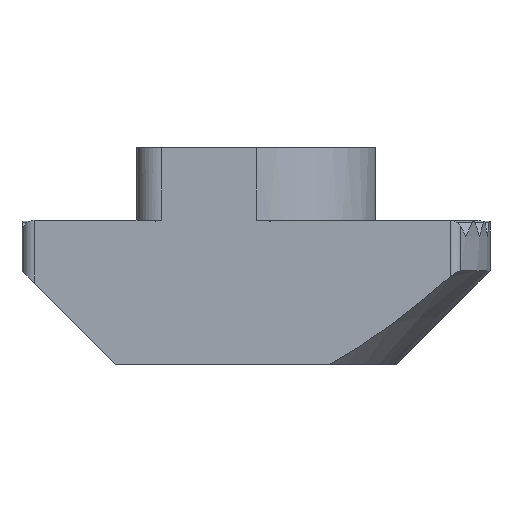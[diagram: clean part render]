
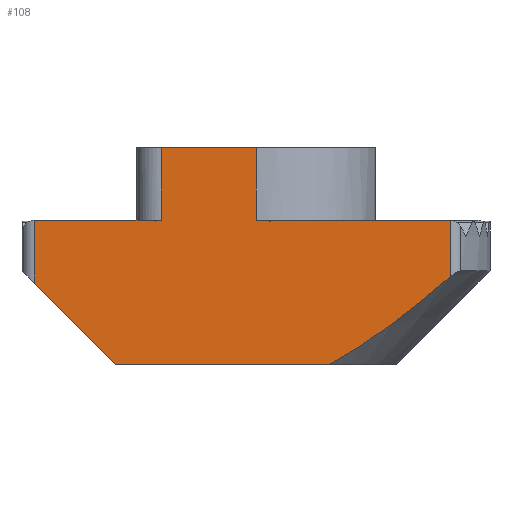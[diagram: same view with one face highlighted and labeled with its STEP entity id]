
A CAD part, left-side view. The second image highlights one B-rep face of the part: STEP entity #108.
In plain terms, the highlighted planar face has unit normal (-1, 0, 0).
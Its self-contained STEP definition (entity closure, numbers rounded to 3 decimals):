
#32 = B_SPLINE_CURVE_WITH_KNOTS ( 'NONE', 3,
 ( #1126, #1307, #803, #266, #1486, #275, #1299, #452 ),
 .UNSPECIFIED., .F., .F.,
 ( 4, 2, 2, 4 ),
 ( 0., 0.003, 0.005, 0.006 ),
 .UNSPECIFIED. ) ;
#40 = PLANE ( 'NONE',  #318 ) ;
#42 = CARTESIAN_POINT ( 'NONE',  ( -4.85, 9., -2.5 ) ) ;
#93 = DIRECTION ( 'NONE',  ( 0., 0., -1. ) ) ;
#102 = CARTESIAN_POINT ( 'NONE',  ( -4.85, 5.7, -5.8 ) ) ;
#106 = LINE ( 'NONE', #1943, #561 ) ;
#108 = ADVANCED_FACE ( 'NONE', ( #702 ), #40, .F. ) ;
#140 = DIRECTION ( 'NONE',  ( 0., 0.707, 0.707 ) ) ;
#179 = VERTEX_POINT ( 'NONE', #102 ) ;
#257 = DIRECTION ( 'NONE',  ( 0., -1., 0. ) ) ;
#266 = CARTESIAN_POINT ( 'NONE',  ( -4.85, -5.124, -4.45 ) ) ;
#275 = CARTESIAN_POINT ( 'NONE',  ( -4.85, -3.875, -5.3 ) ) ;
#318 = AXIS2_PLACEMENT_3D ( 'NONE', #1434, #1779, #559 ) ;
#320 = CARTESIAN_POINT ( 'NONE',  ( -4.85, -2.995, -5.8 ) ) ;
#410 = CARTESIAN_POINT ( 'NONE',  ( -4.85, -8.169, 0.05 ) ) ;
#427 = CARTESIAN_POINT ( 'NONE',  ( -4.85, 3.85, 3. ) ) ;
#452 = CARTESIAN_POINT ( 'NONE',  ( -4.85, -2.995, -5.8 ) ) ;
#534 = ORIENTED_EDGE ( 'NONE', *, *, #1142, .F. ) ;
#559 = DIRECTION ( 'NONE',  ( 0., 1., 0. ) ) ;
#561 = VECTOR ( 'NONE', #1426, 1000. ) ;
#584 = EDGE_CURVE ( 'NONE', #1448, #2134, #1262, .T. ) ;
#644 = LINE ( 'NONE', #1340, #1493 ) ;
#696 = ORIENTED_EDGE ( 'NONE', *, *, #584, .F. ) ;
#702 = FACE_OUTER_BOUND ( 'NONE', #1956, .T. ) ;
#712 = VERTEX_POINT ( 'NONE', #1148 ) ;
#746 = DIRECTION ( 'NONE',  ( 0., -1., 0. ) ) ;
#786 = ORIENTED_EDGE ( 'NONE', *, *, #2072, .F. ) ;
#803 = CARTESIAN_POINT ( 'NONE',  ( -4.85, -6.331, -3.542 ) ) ;
#814 = ORIENTED_EDGE ( 'NONE', *, *, #1533, .F. ) ;
#832 = DIRECTION ( 'NONE',  ( 0., 1., 0. ) ) ;
#846 = LINE ( 'NONE', #410, #2152 ) ;
#858 = CARTESIAN_POINT ( 'NONE',  ( -4.85, 3.85, 0.1 ) ) ;
#860 = VERTEX_POINT ( 'NONE', #2203 ) ;
#867 = VECTOR ( 'NONE', #140, 1000. ) ;
#877 = ORIENTED_EDGE ( 'NONE', *, *, #1882, .F. ) ;
#910 = ORIENTED_EDGE ( 'NONE', *, *, #1583, .F. ) ;
#932 = LINE ( 'NONE', #1220, #2000 ) ;
#957 = ORIENTED_EDGE ( 'NONE', *, *, #1295, .F. ) ;
#965 = EDGE_CURVE ( 'NONE', #1071, #1380, #932, .T. ) ;
#1035 = EDGE_CURVE ( 'NONE', #1380, #860, #106, .T. ) ;
#1071 = VERTEX_POINT ( 'NONE', #1667 ) ;
#1103 = EDGE_CURVE ( 'NONE', #179, #1448, #1121, .T. ) ;
#1121 = LINE ( 'NONE', #1489, #867 ) ;
#1126 = CARTESIAN_POINT ( 'NONE',  ( -4.85, -7.879, -2.248 ) ) ;
#1142 = EDGE_CURVE ( 'NONE', #1894, #712, #644, .T. ) ;
#1148 = CARTESIAN_POINT ( 'NONE',  ( -4.85, 0., 3. ) ) ;
#1157 = ORIENTED_EDGE ( 'NONE', *, *, #965, .F. ) ;
#1209 = CARTESIAN_POINT ( 'NONE',  ( -4.85, 3.85, 0.05 ) ) ;
#1220 = CARTESIAN_POINT ( 'NONE',  ( -4.85, -8.169, 0.05 ) ) ;
#1262 = LINE ( 'NONE', #1664, #1504 ) ;
#1278 = VECTOR ( 'NONE', #93, 1000. ) ;
#1295 = EDGE_CURVE ( 'NONE', #2134, #2037, #846, .T. ) ;
#1299 = CARTESIAN_POINT ( 'NONE',  ( -4.85, -3.445, -5.563 ) ) ;
#1307 = CARTESIAN_POINT ( 'NONE',  ( -4.85, -7.11, -2.902 ) ) ;
#1319 = ORIENTED_EDGE ( 'NONE', *, *, #1103, .F. ) ;
#1340 = CARTESIAN_POINT ( 'NONE',  ( -4.85, -8.169, 3. ) ) ;
#1380 = VERTEX_POINT ( 'NONE', #1575 ) ;
#1426 = DIRECTION ( 'NONE',  ( 0., 0., -1. ) ) ;
#1434 = CARTESIAN_POINT ( 'NONE',  ( -4.85, -8.169, 0.1 ) ) ;
#1448 = VERTEX_POINT ( 'NONE', #42 ) ;
#1486 = CARTESIAN_POINT ( 'NONE',  ( -4.85, -4.715, -4.743 ) ) ;
#1489 = CARTESIAN_POINT ( 'NONE',  ( -4.85, 5.7, -5.8 ) ) ;
#1493 = VECTOR ( 'NONE', #1698, 1000. ) ;
#1501 = CARTESIAN_POINT ( 'NONE',  ( -4.85, -8.169, -5.8 ) ) ;
#1504 = VECTOR ( 'NONE', #2177, 1000. ) ;
#1533 = EDGE_CURVE ( 'NONE', #712, #1071, #2181, .T. ) ;
#1573 = VECTOR ( 'NONE', #832, 1000. ) ;
#1575 = CARTESIAN_POINT ( 'NONE',  ( -4.85, -7.879, 0.05 ) ) ;
#1583 = EDGE_CURVE ( 'NONE', #1981, #179, #2130, .T. ) ;
#1633 = CARTESIAN_POINT ( 'NONE',  ( -4.85, 0., 0.1 ) ) ;
#1664 = CARTESIAN_POINT ( 'NONE',  ( -4.85, 9., 0.1 ) ) ;
#1667 = CARTESIAN_POINT ( 'NONE',  ( -4.85, 0., 0.05 ) ) ;
#1698 = DIRECTION ( 'NONE',  ( 0., -1., 0. ) ) ;
#1707 = VECTOR ( 'NONE', #2049, 1000. ) ;
#1779 = DIRECTION ( 'NONE',  ( 1., 0., 0. ) ) ;
#1819 = LINE ( 'NONE', #858, #1707 ) ;
#1882 = EDGE_CURVE ( 'NONE', #860, #1981, #32, .T. ) ;
#1894 = VERTEX_POINT ( 'NONE', #427 ) ;
#1943 = CARTESIAN_POINT ( 'NONE',  ( -4.85, -7.879, 0.1 ) ) ;
#1956 = EDGE_LOOP ( 'NONE', ( #786, #957, #696, #1319, #910, #877, #2209, #1157, #814, #534 ) ) ;
#1981 = VERTEX_POINT ( 'NONE', #320 ) ;
#2000 = VECTOR ( 'NONE', #746, 1000. ) ;
#2035 = CARTESIAN_POINT ( 'NONE',  ( -4.85, 9., 0.05 ) ) ;
#2037 = VERTEX_POINT ( 'NONE', #1209 ) ;
#2049 = DIRECTION ( 'NONE',  ( 0., 0., 1. ) ) ;
#2072 = EDGE_CURVE ( 'NONE', #2037, #1894, #1819, .T. ) ;
#2130 = LINE ( 'NONE', #1501, #1573 ) ;
#2134 = VERTEX_POINT ( 'NONE', #2035 ) ;
#2152 = VECTOR ( 'NONE', #257, 1000. ) ;
#2177 = DIRECTION ( 'NONE',  ( 0., 0., 1. ) ) ;
#2181 = LINE ( 'NONE', #1633, #1278 ) ;
#2203 = CARTESIAN_POINT ( 'NONE',  ( -4.85, -7.879, -2.248 ) ) ;
#2209 = ORIENTED_EDGE ( 'NONE', *, *, #1035, .F. ) ;
